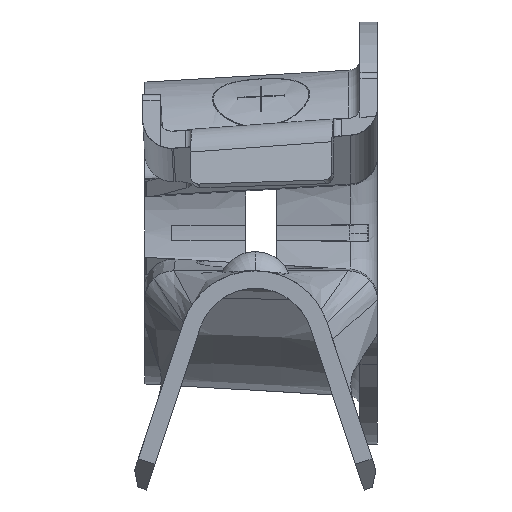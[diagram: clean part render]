
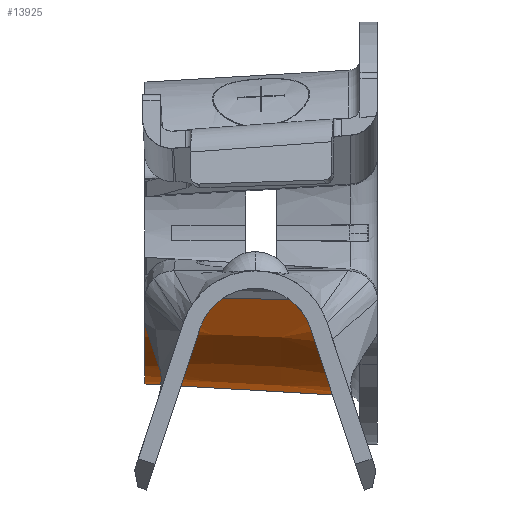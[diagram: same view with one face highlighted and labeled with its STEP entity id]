
A CAD part, left-side view. The second image highlights one B-rep face of the part: STEP entity #13925.
In plain terms, the highlighted conical face has half-angle 3.338 degrees and reference radius 9.881 mm.
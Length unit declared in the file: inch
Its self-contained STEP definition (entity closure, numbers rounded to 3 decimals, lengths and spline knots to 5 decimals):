
#198 = CARTESIAN_POINT ( 'NONE',  ( 0., 0., 0. ) ) ;
#347 = DIRECTION ( 'NONE',  ( 0., 0., -1. ) ) ;
#393 = CARTESIAN_POINT ( 'NONE',  ( 0., 0., -0.389 ) ) ;
#1233 = VERTEX_POINT ( 'NONE', #14583 ) ;
#1503 = DIRECTION ( 'NONE',  ( 0., -1., 0. ) ) ;
#1608 = CARTESIAN_POINT ( 'NONE',  ( 0., 0., -0.389 ) ) ;
#1841 = CONICAL_SURFACE ( 'NONE', #3722, 0.389, 0.058 ) ;
#1849 = CARTESIAN_POINT ( 'NONE',  ( -0.35332, 0., -0.16275 ) ) ;
#2119 = VECTOR ( 'NONE', #4375, 39.37008 ) ;
#2440 = VECTOR ( 'NONE', #9838, 39.37008 ) ;
#2469 = ORIENTED_EDGE ( 'NONE', *, *, #4592, .F. ) ;
#3221 = CARTESIAN_POINT ( 'NONE',  ( 0., 0., -0.389 ) ) ;
#3722 = AXIS2_PLACEMENT_3D ( 'NONE', #198, #1503, #347 ) ;
#3761 = CARTESIAN_POINT ( 'NONE',  ( -0.35332, 0., -0.16275 ) ) ;
#4136 = VECTOR ( 'NONE', #13514, 39.37008 ) ;
#4233 = EDGE_LOOP ( 'NONE', ( #9268, #11414, #7523, #8937, #2469 ) ) ;
#4375 = DIRECTION ( 'NONE',  ( 0., -0.998, -0.058 ) ) ;
#4453 = CARTESIAN_POINT ( 'NONE',  ( 0., -0.52675, 0. ) ) ;
#4592 = EDGE_CURVE ( 'NONE', #9705, #1233, #13479, .T. ) ;
#4651 = CARTESIAN_POINT ( 'NONE',  ( 0., 0., 0. ) ) ;
#5378 = EDGE_CURVE ( 'NONE', #6018, #1233, #5981, .T. ) ;
#5503 = CARTESIAN_POINT ( 'NONE',  ( 0., -0.3, -0.4065 ) ) ;
#5652 = DIRECTION ( 'NONE',  ( 0., 0., -1. ) ) ;
#5840 = DIRECTION ( 'NONE',  ( 0., 0., 1. ) ) ;
#5981 = CIRCLE ( 'NONE', #8865, 0.41973 ) ;
#6018 = VERTEX_POINT ( 'NONE', #8108 ) ;
#6974 = EDGE_CURVE ( 'NONE', #12402, #9705, #7788, .T. ) ;
#7523 = ORIENTED_EDGE ( 'NONE', *, *, #9343, .T. ) ;
#7788 = CIRCLE ( 'NONE', #9484, 0.389 ) ;
#8108 = CARTESIAN_POINT ( 'NONE',  ( 0., -0.52675, -0.41973 ) ) ;
#8677 = LINE ( 'NONE', #1608, #2440 ) ;
#8865 = AXIS2_PLACEMENT_3D ( 'NONE', #4453, #12656, #5652 ) ;
#8937 = ORIENTED_EDGE ( 'NONE', *, *, #5378, .T. ) ;
#9268 = ORIENTED_EDGE ( 'NONE', *, *, #6974, .F. ) ;
#9343 = EDGE_CURVE ( 'NONE', #13666, #6018, #13817, .T. ) ;
#9484 = AXIS2_PLACEMENT_3D ( 'NONE', #4651, #12848, #5840 ) ;
#9705 = VERTEX_POINT ( 'NONE', #3761 ) ;
#9838 = DIRECTION ( 'NONE',  ( 0., -0.998, -0.058 ) ) ;
#11414 = ORIENTED_EDGE ( 'NONE', *, *, #12439, .T. ) ;
#12402 = VERTEX_POINT ( 'NONE', #393 ) ;
#12439 = EDGE_CURVE ( 'NONE', #12402, #13666, #8677, .T. ) ;
#12656 = DIRECTION ( 'NONE',  ( 0., 1., 0. ) ) ;
#12848 = DIRECTION ( 'NONE',  ( 0., 1., 0. ) ) ;
#13479 = LINE ( 'NONE', #1849, #4136 ) ;
#13514 = DIRECTION ( 'NONE',  ( -0.053, -0.998, -0.024 ) ) ;
#13666 = VERTEX_POINT ( 'NONE', #5503 ) ;
#13817 = LINE ( 'NONE', #3221, #2119 ) ;
#13925 = ADVANCED_FACE ( 'NONE', ( #14637 ), #1841, .T. ) ;
#14583 = CARTESIAN_POINT ( 'NONE',  ( -0.38122, -0.52675, -0.17561 ) ) ;
#14637 = FACE_OUTER_BOUND ( 'NONE', #4233, .T. ) ;
